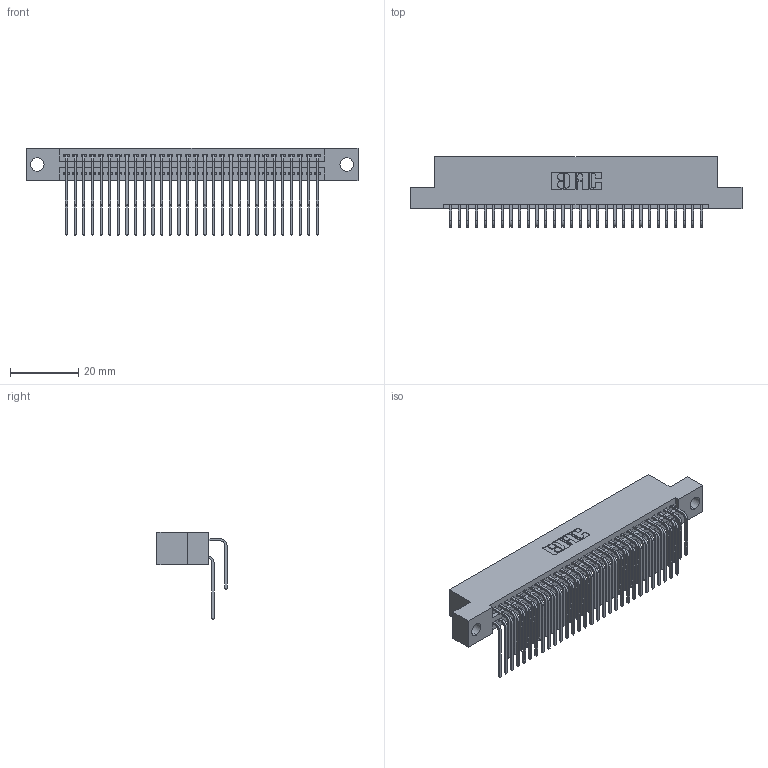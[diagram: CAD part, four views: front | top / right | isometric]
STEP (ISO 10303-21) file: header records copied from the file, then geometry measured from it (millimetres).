
FILE_DESCRIPTION (( 'STEP AP203' ), '1' );
FILE_NAME ('345-060-559-204.STEP', '2021-05-20T05:49:36', ( '' ), ( '' ), 'SwSTEP 2.0', 'SolidWorks 2020', '' );
FILE_SCHEMA (( 'CONFIG_CONTROL_DESIGN' ));
Length unit declared in the file: inch
Products named in the file (4): 345-060-559-204; 345-292-001_558 559 Tail - 1; 345 Part_Flush Mounting Lugs - 0.156 Dia-TI; 345-292-001_559 Tail - 2
Assembly tree (61 placements, depth 2):
  345-060-559-204
    345 Part_Flush Mounting Lugs - 0.156 Dia-TI
    345-292-001_558 559 Tail - 1  x30
    345-292-001_559 Tail - 2  x30
Bounding box: 97.41 x 20.56 x 25.53 mm (x, y, z)
Volume: 9591.2 mm3; surface area: 15424.2 mm2
Topology: 61 solids, 61 shells, 3260 faces, 9677 edges, 6370 vertices
Faces by surface type: plane 2194, cylinder 1066
Entity records: 27225 total; most frequent: CARTESIAN_POINT 4625, ORIENTED_EDGE 4506, DIRECTION 4065, EDGE_CURVE 2253, VECTOR 1961, LINE 1961, VERTEX_POINT 1498, AXIS2_PLACEMENT_3D 1052
